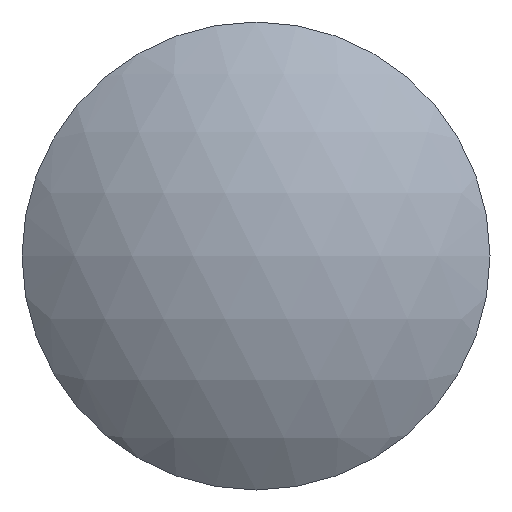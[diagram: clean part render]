
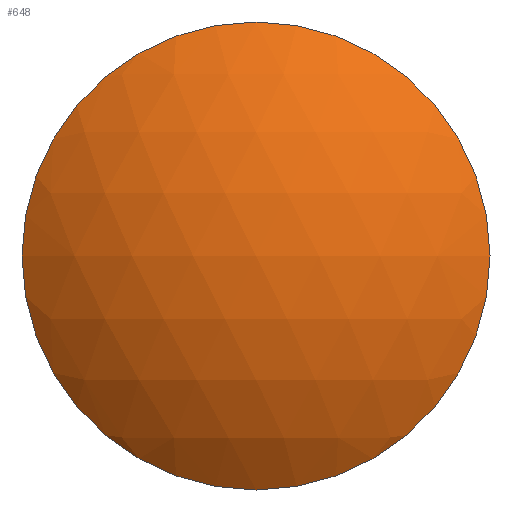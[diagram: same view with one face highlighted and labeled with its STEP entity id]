
A CAD part, left-side view. The second image highlights one B-rep face of the part: STEP entity #648.
In plain terms, the highlighted spherical face has radius 24.1 mm.
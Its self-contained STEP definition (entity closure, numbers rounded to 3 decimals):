
#59 = ORIENTED_EDGE ( 'NONE', *, *, #512, .F. ) ;
#253 = DIRECTION ( 'NONE',  ( 0., 1., 0. ) ) ;
#414 = CARTESIAN_POINT ( 'NONE',  ( -1.263, 15., 0. ) ) ;
#484 = AXIS2_PLACEMENT_3D ( 'NONE', #917, #1049, #253 ) ;
#512 = EDGE_CURVE ( 'NONE', #1100, #1100, #743, .T. ) ;
#648 = ADVANCED_FACE ( 'NONE', ( #1341 ), #1020, .T. ) ;
#680 = DIRECTION ( 'NONE',  ( 0., 0., -1. ) ) ;
#743 = CIRCLE ( 'NONE', #484, 15. ) ;
#773 = EDGE_LOOP ( 'NONE', ( #59 ) ) ;
#917 = CARTESIAN_POINT ( 'NONE',  ( -1.263, 0., 0. ) ) ;
#1020 = SPHERICAL_SURFACE ( 'NONE', #1325, 24.1 ) ;
#1049 = DIRECTION ( 'NONE',  ( 1., 0., 0. ) ) ;
#1100 = VERTEX_POINT ( 'NONE', #414 ) ;
#1124 = DIRECTION ( 'NONE',  ( 0., -1., 0. ) ) ;
#1237 = CARTESIAN_POINT ( 'NONE',  ( 17.6, 0., 0. ) ) ;
#1325 = AXIS2_PLACEMENT_3D ( 'NONE', #1237, #680, #1124 ) ;
#1341 = FACE_OUTER_BOUND ( 'NONE', #773, .T. ) ;
